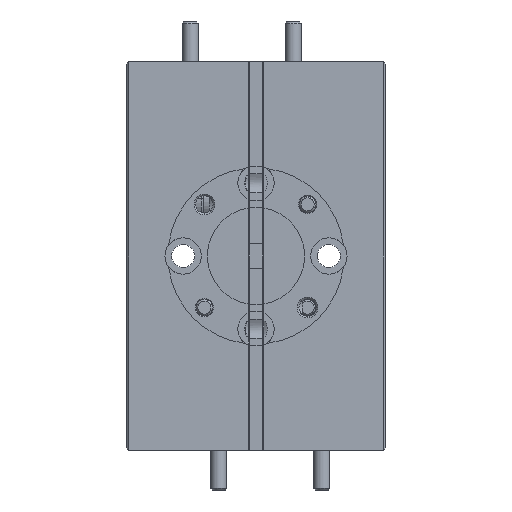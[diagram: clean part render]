
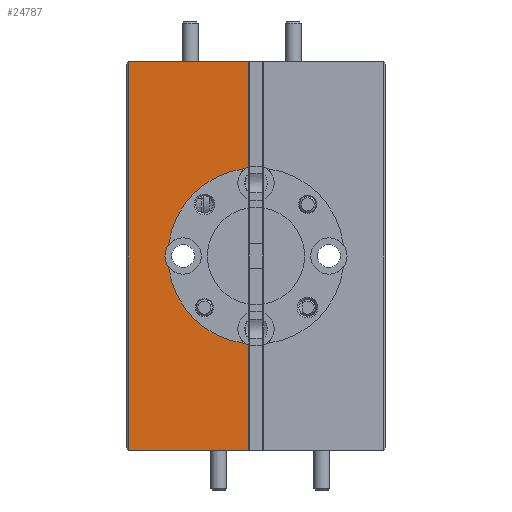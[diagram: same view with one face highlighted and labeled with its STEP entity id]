
A CAD part, left-side view. The second image highlights one B-rep face of the part: STEP entity #24787.
In plain terms, the highlighted planar face has unit normal (-1, 0, 0).
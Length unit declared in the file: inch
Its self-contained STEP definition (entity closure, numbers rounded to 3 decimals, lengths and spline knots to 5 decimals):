
#488 = DIRECTION ( 'NONE',  ( 0., -1., 0. ) ) ;
#801 = ORIENTED_EDGE ( 'NONE', *, *, #51063, .T. ) ;
#975 = CARTESIAN_POINT ( 'NONE',  ( -3.34942, 1.47651, 2.64171 ) ) ;
#2930 = LINE ( 'NONE', #30027, #38078 ) ;
#3641 = CARTESIAN_POINT ( 'NONE',  ( -3.34942, 1.32393, 3.34994 ) ) ;
#4707 = DIRECTION ( 'NONE',  ( 0., 0., -1. ) ) ;
#5892 = EDGE_CURVE ( 'NONE', #34683, #36480, #17342, .T. ) ;
#7180 = VERTEX_POINT ( 'NONE', #16807 ) ;
#8233 = CARTESIAN_POINT ( 'NONE',  ( -3.34942, 1.01651, 4.14171 ) ) ;
#8905 = CARTESIAN_POINT ( 'NONE',  ( -3.34942, 1.01651, 4.14171 ) ) ;
#11003 = ORIENTED_EDGE ( 'NONE', *, *, #52519, .F. ) ;
#11651 = LINE ( 'NONE', #8233, #45461 ) ;
#11886 = FACE_OUTER_BOUND ( 'NONE', #30002, .T. ) ;
#12209 = DIRECTION ( 'NONE',  ( 0., 0., 1. ) ) ;
#12500 = CARTESIAN_POINT ( 'NONE',  ( -3.34942, 0.98651, 3.39171 ) ) ;
#15173 = ORIENTED_EDGE ( 'NONE', *, *, #20705, .T. ) ;
#16285 = VERTEX_POINT ( 'NONE', #26890 ) ;
#16807 = CARTESIAN_POINT ( 'NONE',  ( -3.34942, 1.47651, 2.64171 ) ) ;
#17342 = LINE ( 'NONE', #48690, #44487 ) ;
#19279 = AXIS2_PLACEMENT_3D ( 'NONE', #12500, #48119, #47255 ) ;
#20588 = CARTESIAN_POINT ( 'NONE',  ( -3.34942, 1.01651, 3.04721 ) ) ;
#20705 = EDGE_CURVE ( 'NONE', #34683, #7180, #48615, .T. ) ;
#21230 = DIRECTION ( 'NONE',  ( 1., 0., 0. ) ) ;
#22009 = CARTESIAN_POINT ( 'NONE',  ( -3.34942, 1.02827, 3.72913 ) ) ;
#22106 = CARTESIAN_POINT ( 'NONE',  ( -3.34942, 1.02827, 3.05428 ) ) ;
#24081 = ORIENTED_EDGE ( 'NONE', *, *, #50355, .T. ) ;
#24110 = DIRECTION ( 'NONE',  ( 0., 0., 1. ) ) ;
#24136 = DIRECTION ( 'NONE',  ( 0., 0., 1. ) ) ;
#24787 = ADVANCED_FACE ( 'NONE', ( #11886 ), #43444, .F. ) ;
#26108 = VERTEX_POINT ( 'NONE', #3641 ) ;
#26890 = CARTESIAN_POINT ( 'NONE',  ( -3.34942, 1.32393, 3.43347 ) ) ;
#27826 = CIRCLE ( 'NONE', #42390, 0.07 ) ;
#28969 = CARTESIAN_POINT ( 'NONE',  ( -3.34942, 0.98651, 3.11046 ) ) ;
#29015 = DIRECTION ( 'NONE',  ( 0., 0., 1. ) ) ;
#29294 = CARTESIAN_POINT ( 'NONE',  ( -3.34942, 0.98651, 3.39171 ) ) ;
#29515 = DIRECTION ( 'NONE',  ( 0., 0., -1. ) ) ;
#29573 = LINE ( 'NONE', #33266, #33654 ) ;
#29950 = ORIENTED_EDGE ( 'NONE', *, *, #45239, .F. ) ;
#30002 = EDGE_LOOP ( 'NONE', ( #36003, #11003, #56227, #46489, #40201, #29950, #801, #38152, #15173, #24081 ) ) ;
#30027 = CARTESIAN_POINT ( 'NONE',  ( -3.34942, 1.48651, 2.64171 ) ) ;
#30114 = CARTESIAN_POINT ( 'NONE',  ( -3.34942, 1.48651, 4.14171 ) ) ;
#30723 = VERTEX_POINT ( 'NONE', #22009 ) ;
#32500 = CIRCLE ( 'NONE', #40699, 0.34 ) ;
#33266 = CARTESIAN_POINT ( 'NONE',  ( -3.34942, 1.01651, 4.14171 ) ) ;
#33654 = VECTOR ( 'NONE', #24136, 39.37008 ) ;
#34194 = CIRCLE ( 'NONE', #36037, 0.07 ) ;
#34427 = EDGE_CURVE ( 'NONE', #26108, #52611, #32500, .T. ) ;
#34683 = VERTEX_POINT ( 'NONE', #46003 ) ;
#35249 = AXIS2_PLACEMENT_3D ( 'NONE', #30114, #21230, #29515 ) ;
#36003 = ORIENTED_EDGE ( 'NONE', *, *, #51831, .T. ) ;
#36037 = AXIS2_PLACEMENT_3D ( 'NONE', #28969, #55866, #24110 ) ;
#36111 = CARTESIAN_POINT ( 'NONE',  ( -3.34942, 1.01651, 2.64171 ) ) ;
#36480 = VERTEX_POINT ( 'NONE', #8905 ) ;
#36495 = CIRCLE ( 'NONE', #51089, 0.07 ) ;
#37611 = DIRECTION ( 'NONE',  ( 0., 0., 1. ) ) ;
#38078 = VECTOR ( 'NONE', #47381, 39.37008 ) ;
#38152 = ORIENTED_EDGE ( 'NONE', *, *, #5892, .F. ) ;
#39561 = VERTEX_POINT ( 'NONE', #20588 ) ;
#39751 = VECTOR ( 'NONE', #4707, 39.37008 ) ;
#40196 = CIRCLE ( 'NONE', #19279, 0.34 ) ;
#40201 = ORIENTED_EDGE ( 'NONE', *, *, #41429, .F. ) ;
#40699 = AXIS2_PLACEMENT_3D ( 'NONE', #29294, #50979, #12209 ) ;
#41182 = EDGE_CURVE ( 'NONE', #16285, #26108, #36495, .T. ) ;
#41429 = EDGE_CURVE ( 'NONE', #30723, #16285, #40196, .T. ) ;
#42390 = AXIS2_PLACEMENT_3D ( 'NONE', #42729, #46709, #37611 ) ;
#42729 = CARTESIAN_POINT ( 'NONE',  ( -3.34942, 0.98651, 3.67296 ) ) ;
#43444 = PLANE ( 'NONE',  #35249 ) ;
#44487 = VECTOR ( 'NONE', #488, 39.37008 ) ;
#44937 = CARTESIAN_POINT ( 'NONE',  ( -3.34942, 1.01651, 3.7362 ) ) ;
#45239 = EDGE_CURVE ( 'NONE', #53436, #30723, #27826, .T. ) ;
#45461 = VECTOR ( 'NONE', #29015, 39.37008 ) ;
#46003 = CARTESIAN_POINT ( 'NONE',  ( -3.34942, 1.47651, 4.14171 ) ) ;
#46489 = ORIENTED_EDGE ( 'NONE', *, *, #41182, .F. ) ;
#46709 = DIRECTION ( 'NONE',  ( -1., 0., 0. ) ) ;
#47255 = DIRECTION ( 'NONE',  ( 0., 0., 1. ) ) ;
#47381 = DIRECTION ( 'NONE',  ( 0., -1., 0. ) ) ;
#48119 = DIRECTION ( 'NONE',  ( -1., 0., 0. ) ) ;
#48615 = LINE ( 'NONE', #975, #39751 ) ;
#48668 = VERTEX_POINT ( 'NONE', #36111 ) ;
#48690 = CARTESIAN_POINT ( 'NONE',  ( -3.34942, 1.48651, 4.14171 ) ) ;
#50355 = EDGE_CURVE ( 'NONE', #7180, #48668, #2930, .T. ) ;
#50979 = DIRECTION ( 'NONE',  ( -1., 0., 0. ) ) ;
#51063 = EDGE_CURVE ( 'NONE', #53436, #36480, #29573, .T. ) ;
#51089 = AXIS2_PLACEMENT_3D ( 'NONE', #55800, #52053, #56067 ) ;
#51831 = EDGE_CURVE ( 'NONE', #48668, #39561, #11651, .T. ) ;
#52053 = DIRECTION ( 'NONE',  ( -1., 0., 0. ) ) ;
#52519 = EDGE_CURVE ( 'NONE', #52611, #39561, #34194, .T. ) ;
#52611 = VERTEX_POINT ( 'NONE', #22106 ) ;
#53436 = VERTEX_POINT ( 'NONE', #44937 ) ;
#55800 = CARTESIAN_POINT ( 'NONE',  ( -3.34942, 1.26776, 3.39171 ) ) ;
#55866 = DIRECTION ( 'NONE',  ( -1., 0., 0. ) ) ;
#56067 = DIRECTION ( 'NONE',  ( 0., 0., 1. ) ) ;
#56227 = ORIENTED_EDGE ( 'NONE', *, *, #34427, .F. ) ;
